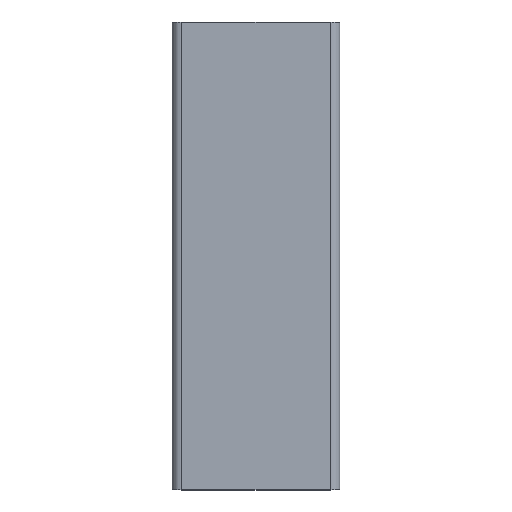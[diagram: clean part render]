
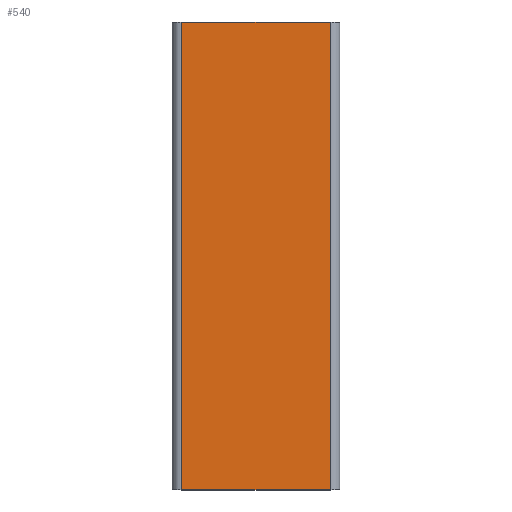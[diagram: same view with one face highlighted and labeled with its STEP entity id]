
A CAD part, top view. The second image highlights one B-rep face of the part: STEP entity #540.
In plain terms, the highlighted planar face has unit normal (0, 0, 1).
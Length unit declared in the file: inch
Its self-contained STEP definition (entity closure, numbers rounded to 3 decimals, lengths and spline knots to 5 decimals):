
#477=CARTESIAN_POINT('',(5.43532,7.49977,0.573));
#478=VERTEX_POINT('',#477);
#486=CARTESIAN_POINT('',(5.43532,1.49977,0.573));
#487=VERTEX_POINT('',#486);
#488=CARTESIAN_POINT('',(5.43532,4.49977,0.573));
#489=DIRECTION('',(0.,-1.,0.));
#490=VECTOR('',#489,1.);
#491=LINE('',#488,#490);
#492=EDGE_CURVE('',#478,#487,#491,.T.);
#510=CARTESIAN_POINT('',(3.52532,7.49977,0.573));
#511=VERTEX_POINT('',#510);
#512=CARTESIAN_POINT('',(5.43532,7.49977,0.573));
#513=DIRECTION('',(-1.,0.,0.));
#514=VECTOR('',#513,1.);
#515=LINE('',#512,#514);
#516=EDGE_CURVE('',#478,#511,#515,.T.);
#517=ORIENTED_EDGE('',*,*,#516,.T.);
#518=CARTESIAN_POINT('',(3.52532,1.49977,0.573));
#519=VERTEX_POINT('',#518);
#520=CARTESIAN_POINT('',(3.52532,4.49977,0.573));
#521=DIRECTION('',(0.,1.,0.));
#522=VECTOR('',#521,1.);
#523=LINE('',#520,#522);
#524=EDGE_CURVE('',#519,#511,#523,.T.);
#525=ORIENTED_EDGE('',*,*,#524,.F.);
#526=CARTESIAN_POINT('',(5.43532,1.49977,0.573));
#527=DIRECTION('',(1.,0.,0.));
#528=VECTOR('',#527,1.);
#529=LINE('',#526,#528);
#530=EDGE_CURVE('',#519,#487,#529,.T.);
#531=ORIENTED_EDGE('',*,*,#530,.T.);
#532=ORIENTED_EDGE('',*,*,#492,.F.);
#533=EDGE_LOOP('',(#517,#525,#531,#532));
#534=FACE_OUTER_BOUND('',#533,.T.);
#535=CARTESIAN_POINT('',(4.48032,4.49977,0.573));
#536=DIRECTION('',(0.,0.,1.));
#537=DIRECTION('',(1.,0.,0.));
#538=AXIS2_PLACEMENT_3D('',#535,#536,#537);
#539=PLANE('',#538);
#540=ADVANCED_FACE('',(#534),#539,.T.);
